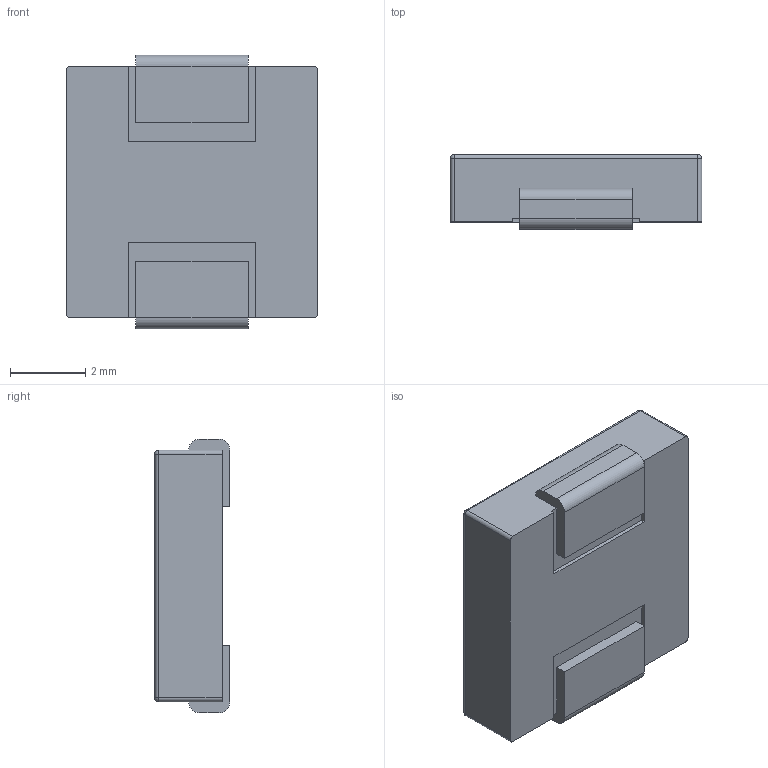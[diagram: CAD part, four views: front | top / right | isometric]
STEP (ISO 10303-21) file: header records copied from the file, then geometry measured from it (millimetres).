
FILE_DESCRIPTION (( 'STEP AP214' ), '1' );
FILE_NAME ('Inductor_SMD_AMPLF_0620.STEP', '2022-10-23T14:46:03', ( 'Rotor' ), ( '' ), 'SwSTEP 2.0', 'SolidWorks 2012', '' );
FILE_SCHEMA (( 'AUTOMOTIVE_DESIGN' ));
Length unit declared in the file: millimetre
Products named in the file (1): Inductor_SMD_AMPLF_0620
Bounding box: 6.7 x 2.01 x 7.3 mm (x, y, z)
Volume: 83.9 mm3; surface area: 146.4 mm2
Topology: 1 solids, 1 shells, 99 faces, 262 edges, 168 vertices
Faces by surface type: bspline 47, plane 36, cylinder 12, sphere 4
Entity records: 5918 total; most frequent: CARTESIAN_POINT 2989, ORIENTED_EDGE 516, DIRECTION 294, EDGE_CURVE 258, VERTEX_POINT 168, LINE 140, VECTOR 140, EDGE_LOOP 106
